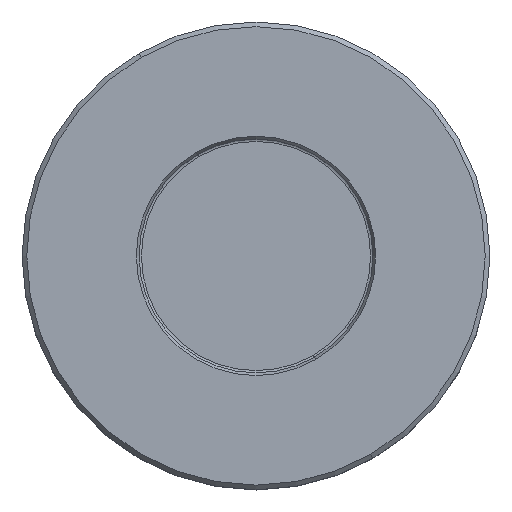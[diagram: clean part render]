
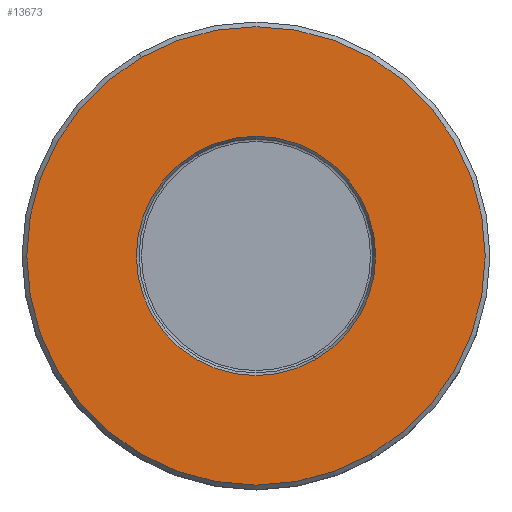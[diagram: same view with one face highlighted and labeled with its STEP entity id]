
A CAD part, top view. The second image highlights one B-rep face of the part: STEP entity #13673.
In plain terms, the highlighted planar face has unit normal (0, 0, 1).
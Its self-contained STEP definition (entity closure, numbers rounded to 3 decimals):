
#224=CARTESIAN_POINT('',(0.,0.,71.));
#225=DIRECTION('',(0.,0.,1.));
#226=DIRECTION('',(-0.5,0.866,0.));
#227=AXIS2_PLACEMENT_3D('',#224,#225,#226);
#232=CARTESIAN_POINT('',(0.,0.,71.));
#233=DIRECTION('',(0.,0.,-1.));
#234=DIRECTION('',(-0.5,0.866,0.));
#235=AXIS2_PLACEMENT_3D('',#232,#233,#234);
#254=CARTESIAN_POINT('',(0.,0.,71.));
#255=DIRECTION('',(0.,0.,-1.));
#256=DIRECTION('',(-0.5,0.866,0.));
#257=AXIS2_PLACEMENT_3D('',#254,#255,#256);
#262=CARTESIAN_POINT('',(0.,0.,71.));
#263=DIRECTION('',(0.,0.,1.));
#264=DIRECTION('',(-0.5,0.866,0.));
#265=AXIS2_PLACEMENT_3D('',#262,#263,#264);
#13291=CARTESIAN_POINT('',(-12.789,22.151,71.));
#13292=VERTEX_POINT('',#13291);
#13293=CARTESIAN_POINT('',(-24.5,42.435,71.));
#13295=VERTEX_POINT('',#13293);
#13349=CARTESIAN_POINT('',(12.789,-22.151,71.));
#13350=VERTEX_POINT('',#13349);
#13351=CARTESIAN_POINT('',(24.5,-42.435,71.));
#13353=VERTEX_POINT('',#13351);
#13658=CARTESIAN_POINT('',(0.,0.,71.));
#13659=DIRECTION('',(0.,0.,1.));
#13660=DIRECTION('',(0.5,-0.866,0.));
#13661=AXIS2_PLACEMENT_3D('',#13658,#13659,#13660);
#13662=PLANE('',#13661);
#13664=ORIENTED_EDGE('',*,*,#13663,.T.);
#13666=ORIENTED_EDGE('',*,*,#13665,.F.);
#13667=EDGE_LOOP('',(#13664,#13666));
#13668=FACE_OUTER_BOUND('',#13667,.F.);
#13669=ORIENTED_EDGE('',*,*,#13640,.T.);
#13670=ORIENTED_EDGE('',*,*,#13651,.F.);
#13671=EDGE_LOOP('',(#13669,#13670));
#13672=FACE_BOUND('',#13671,.F.);
#13673=ADVANCED_FACE('',(#13668,#13672),#13662,.T.);
#228=CIRCLE('',#227,25.577);
#236=CIRCLE('',#235,25.577);
#258=CIRCLE('',#257,49.);
#266=CIRCLE('',#265,49.);
#13640=EDGE_CURVE('',#13292,#13350,#228,.T.);
#13651=EDGE_CURVE('',#13292,#13350,#236,.T.);
#13663=EDGE_CURVE('',#13295,#13353,#258,.T.);
#13665=EDGE_CURVE('',#13295,#13353,#266,.T.);
